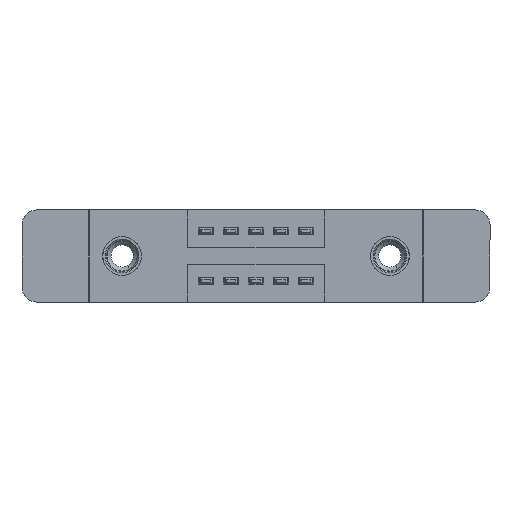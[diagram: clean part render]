
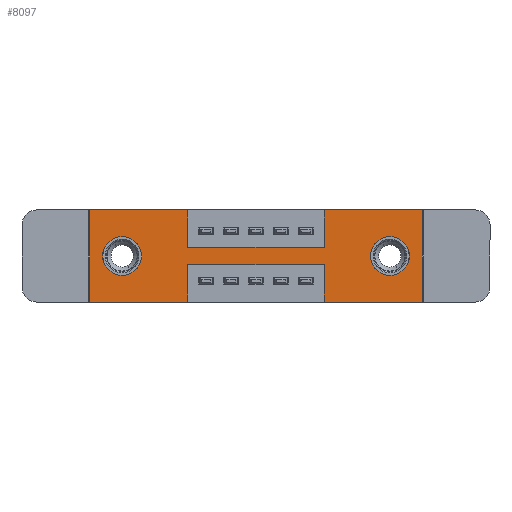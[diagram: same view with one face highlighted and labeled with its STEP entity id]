
A CAD part, front view. The second image highlights one B-rep face of the part: STEP entity #8097.
In plain terms, the highlighted planar face has unit normal (0, -1, 0).
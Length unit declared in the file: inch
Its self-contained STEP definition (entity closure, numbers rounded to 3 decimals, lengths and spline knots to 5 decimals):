
#162 = AXIS2_PLACEMENT_3D ( 'NONE', #2201, #13086, #9845 ) ;
#350 = DIRECTION ( 'NONE',  ( 0., 1., 0. ) ) ;
#541 = CARTESIAN_POINT ( 'NONE',  ( 0.13, 0., -0.107 ) ) ;
#571 = CARTESIAN_POINT ( 'NONE',  ( 0., 0., -0.37 ) ) ;
#627 = CARTESIAN_POINT ( 'NONE',  ( 0.9425, 0., 0. ) ) ;
#651 = CIRCLE ( 'NONE', #11394, 0.078 ) ;
#698 = LINE ( 'NONE', #1120, #3049 ) ;
#711 = CIRCLE ( 'NONE', #6277, 0.078 ) ;
#823 = FACE_BOUND ( 'NONE', #10967, .T. ) ;
#986 = VERTEX_POINT ( 'NONE', #8370 ) ;
#1120 = CARTESIAN_POINT ( 'NONE',  ( 0., 0., 0. ) ) ;
#1126 = VERTEX_POINT ( 'NONE', #6569 ) ;
#1193 = VERTEX_POINT ( 'NONE', #11777 ) ;
#1202 = AXIS2_PLACEMENT_3D ( 'NONE', #4131, #3082, #5491 ) ;
#1332 = EDGE_CURVE ( 'NONE', #7195, #13489, #7529, .T. ) ;
#1427 = LINE ( 'NONE', #2763, #4621 ) ;
#1556 = DIRECTION ( 'NONE',  ( 0., 0., 1. ) ) ;
#1575 = CARTESIAN_POINT ( 'NONE',  ( 1.335, 0., 0. ) ) ;
#1651 = CARTESIAN_POINT ( 'NONE',  ( 1.205, 0., -0.107 ) ) ;
#1784 = DIRECTION ( 'NONE',  ( -1., 0., 0. ) ) ;
#1860 = DIRECTION ( 'NONE',  ( 0., 0., 1. ) ) ;
#1899 = DIRECTION ( 'NONE',  ( 0., 1., 0. ) ) ;
#2001 = EDGE_CURVE ( 'NONE', #9426, #4364, #8352, .T. ) ;
#2046 = EDGE_LOOP ( 'NONE', ( #11596, #12503, #3617, #10876, #7345, #3017, #13599, #11842, #13801, #6301, #12688, #12917 ) ) ;
#2201 = CARTESIAN_POINT ( 'NONE',  ( 1.205, 0., -0.185 ) ) ;
#2505 = VERTEX_POINT ( 'NONE', #7544 ) ;
#2564 = EDGE_CURVE ( 'NONE', #986, #10078, #8853, .T. ) ;
#2575 = CARTESIAN_POINT ( 'NONE',  ( 0.3925, 0., -0.15 ) ) ;
#2695 = EDGE_LOOP ( 'NONE', ( #12707, #7179 ) ) ;
#2763 = CARTESIAN_POINT ( 'NONE',  ( 0.3925, 0., -0.22 ) ) ;
#2811 = DIRECTION ( 'NONE',  ( -1., 0., 0. ) ) ;
#3017 = ORIENTED_EDGE ( 'NONE', *, *, #10733, .F. ) ;
#3049 = VECTOR ( 'NONE', #5338, 39.37008 ) ;
#3082 = DIRECTION ( 'NONE',  ( 0., -1., 0. ) ) ;
#3193 = ORIENTED_EDGE ( 'NONE', *, *, #1332, .T. ) ;
#3504 = FACE_OUTER_BOUND ( 'NONE', #2046, .T. ) ;
#3617 = ORIENTED_EDGE ( 'NONE', *, *, #5257, .F. ) ;
#3728 = DIRECTION ( 'NONE',  ( 0., 0., 1. ) ) ;
#3972 = VECTOR ( 'NONE', #1784, 39.37008 ) ;
#4051 = CARTESIAN_POINT ( 'NONE',  ( 1.335, 0., 0. ) ) ;
#4131 = CARTESIAN_POINT ( 'NONE',  ( 0., 0., -0.37 ) ) ;
#4364 = VERTEX_POINT ( 'NONE', #4755 ) ;
#4411 = PLANE ( 'NONE',  #1202 ) ;
#4418 = VECTOR ( 'NONE', #3728, 39.37008 ) ;
#4621 = VECTOR ( 'NONE', #2811, 39.37008 ) ;
#4730 = LINE ( 'NONE', #12303, #11320 ) ;
#4755 = CARTESIAN_POINT ( 'NONE',  ( 0.9425, 0., 0. ) ) ;
#4766 = AXIS2_PLACEMENT_3D ( 'NONE', #13180, #350, #7851 ) ;
#4867 = LINE ( 'NONE', #2575, #13292 ) ;
#4985 = DIRECTION ( 'NONE',  ( 0., 0., 1. ) ) ;
#5257 = EDGE_CURVE ( 'NONE', #10896, #1126, #7267, .T. ) ;
#5338 = DIRECTION ( 'NONE',  ( 1., 0., 0. ) ) ;
#5395 = CARTESIAN_POINT ( 'NONE',  ( 0., 0., -0.37 ) ) ;
#5430 = VECTOR ( 'NONE', #9761, 39.37008 ) ;
#5491 = DIRECTION ( 'NONE',  ( 0., 0., -1. ) ) ;
#5494 = EDGE_CURVE ( 'NONE', #10395, #986, #8280, .T. ) ;
#5618 = CARTESIAN_POINT ( 'NONE',  ( 0.3925, 0., -0.15 ) ) ;
#5831 = EDGE_CURVE ( 'NONE', #5953, #12658, #711, .T. ) ;
#5920 = VERTEX_POINT ( 'NONE', #1575 ) ;
#5953 = VERTEX_POINT ( 'NONE', #12122 ) ;
#5982 = EDGE_CURVE ( 'NONE', #9157, #2505, #698, .T. ) ;
#6128 = LINE ( 'NONE', #9022, #13076 ) ;
#6148 = LINE ( 'NONE', #571, #8548 ) ;
#6277 = AXIS2_PLACEMENT_3D ( 'NONE', #7304, #1899, #11614 ) ;
#6301 = ORIENTED_EDGE ( 'NONE', *, *, #5982, .F. ) ;
#6503 = EDGE_CURVE ( 'NONE', #10078, #9157, #4730, .T. ) ;
#6569 = CARTESIAN_POINT ( 'NONE',  ( 0.9425, 0., -0.22 ) ) ;
#6906 = DIRECTION ( 'NONE',  ( -1., 0., 0. ) ) ;
#6936 = CIRCLE ( 'NONE', #162, 0.078 ) ;
#7079 = DIRECTION ( 'NONE',  ( 1., 0., 0. ) ) ;
#7144 = CARTESIAN_POINT ( 'NONE',  ( 0., 0., -0.37 ) ) ;
#7179 = ORIENTED_EDGE ( 'NONE', *, *, #5831, .T. ) ;
#7195 = VERTEX_POINT ( 'NONE', #1651 ) ;
#7267 = LINE ( 'NONE', #11180, #4418 ) ;
#7304 = CARTESIAN_POINT ( 'NONE',  ( 0.13, 0., -0.185 ) ) ;
#7345 = ORIENTED_EDGE ( 'NONE', *, *, #12907, .F. ) ;
#7366 = FACE_BOUND ( 'NONE', #2695, .T. ) ;
#7443 = DIRECTION ( 'NONE',  ( 0., 0., -1. ) ) ;
#7529 = CIRCLE ( 'NONE', #4766, 0.078 ) ;
#7544 = CARTESIAN_POINT ( 'NONE',  ( 0.3925, 0., 0. ) ) ;
#7621 = CARTESIAN_POINT ( 'NONE',  ( 0., 0., 0. ) ) ;
#7738 = EDGE_CURVE ( 'NONE', #11977, #9426, #4867, .T. ) ;
#7780 = DIRECTION ( 'NONE',  ( 1., 0., 0. ) ) ;
#7851 = DIRECTION ( 'NONE',  ( 0., 0., -1. ) ) ;
#7963 = EDGE_CURVE ( 'NONE', #12658, #5953, #651, .T. ) ;
#8097 = ADVANCED_FACE ( 'NONE', ( #823, #7366, #3504 ), #4411, .T. ) ;
#8280 = LINE ( 'NONE', #12964, #5430 ) ;
#8302 = DIRECTION ( 'NONE',  ( 0., 1., 0. ) ) ;
#8352 = LINE ( 'NONE', #627, #11403 ) ;
#8370 = CARTESIAN_POINT ( 'NONE',  ( 0.3925, 0., -0.37 ) ) ;
#8418 = EDGE_CURVE ( 'NONE', #2505, #11977, #9946, .T. ) ;
#8548 = VECTOR ( 'NONE', #6906, 39.37008 ) ;
#8853 = LINE ( 'NONE', #7144, #3972 ) ;
#8984 = VECTOR ( 'NONE', #11542, 39.37008 ) ;
#9022 = CARTESIAN_POINT ( 'NONE',  ( 0., 0., 0. ) ) ;
#9157 = VERTEX_POINT ( 'NONE', #7621 ) ;
#9318 = CARTESIAN_POINT ( 'NONE',  ( 0.13, 0., -0.185 ) ) ;
#9335 = EDGE_CURVE ( 'NONE', #1193, #10896, #6148, .T. ) ;
#9426 = VERTEX_POINT ( 'NONE', #10279 ) ;
#9448 = CARTESIAN_POINT ( 'NONE',  ( 0.3925, 0., 0. ) ) ;
#9761 = DIRECTION ( 'NONE',  ( 0., 0., -1. ) ) ;
#9845 = DIRECTION ( 'NONE',  ( 0., 0., -1. ) ) ;
#9870 = ORIENTED_EDGE ( 'NONE', *, *, #13132, .T. ) ;
#9946 = LINE ( 'NONE', #9448, #10288 ) ;
#10078 = VERTEX_POINT ( 'NONE', #5395 ) ;
#10279 = CARTESIAN_POINT ( 'NONE',  ( 0.9425, 0., -0.15 ) ) ;
#10288 = VECTOR ( 'NONE', #7443, 39.37008 ) ;
#10395 = VERTEX_POINT ( 'NONE', #11476 ) ;
#10642 = CARTESIAN_POINT ( 'NONE',  ( 1.205, 0., -0.263 ) ) ;
#10733 = EDGE_CURVE ( 'NONE', #4364, #5920, #6128, .T. ) ;
#10876 = ORIENTED_EDGE ( 'NONE', *, *, #9335, .F. ) ;
#10896 = VERTEX_POINT ( 'NONE', #11194 ) ;
#10967 = EDGE_LOOP ( 'NONE', ( #3193, #9870 ) ) ;
#11180 = CARTESIAN_POINT ( 'NONE',  ( 0.9425, 0., -0.37 ) ) ;
#11194 = CARTESIAN_POINT ( 'NONE',  ( 0.9425, 0., -0.37 ) ) ;
#11320 = VECTOR ( 'NONE', #1556, 39.37008 ) ;
#11394 = AXIS2_PLACEMENT_3D ( 'NONE', #9318, #8302, #1860 ) ;
#11403 = VECTOR ( 'NONE', #4985, 39.37008 ) ;
#11476 = CARTESIAN_POINT ( 'NONE',  ( 0.3925, 0., -0.22 ) ) ;
#11542 = DIRECTION ( 'NONE',  ( 0., 0., -1. ) ) ;
#11586 = EDGE_CURVE ( 'NONE', #1126, #10395, #1427, .T. ) ;
#11596 = ORIENTED_EDGE ( 'NONE', *, *, #5494, .F. ) ;
#11614 = DIRECTION ( 'NONE',  ( 0., 0., 1. ) ) ;
#11777 = CARTESIAN_POINT ( 'NONE',  ( 1.335, 0., -0.37 ) ) ;
#11842 = ORIENTED_EDGE ( 'NONE', *, *, #7738, .F. ) ;
#11850 = LINE ( 'NONE', #4051, #8984 ) ;
#11977 = VERTEX_POINT ( 'NONE', #5618 ) ;
#12122 = CARTESIAN_POINT ( 'NONE',  ( 0.13, 0., -0.263 ) ) ;
#12303 = CARTESIAN_POINT ( 'NONE',  ( 0., 0., 0. ) ) ;
#12503 = ORIENTED_EDGE ( 'NONE', *, *, #11586, .F. ) ;
#12658 = VERTEX_POINT ( 'NONE', #541 ) ;
#12688 = ORIENTED_EDGE ( 'NONE', *, *, #6503, .F. ) ;
#12707 = ORIENTED_EDGE ( 'NONE', *, *, #7963, .T. ) ;
#12907 = EDGE_CURVE ( 'NONE', #5920, #1193, #11850, .T. ) ;
#12917 = ORIENTED_EDGE ( 'NONE', *, *, #2564, .F. ) ;
#12964 = CARTESIAN_POINT ( 'NONE',  ( 0.3925, 0., -0.37 ) ) ;
#13076 = VECTOR ( 'NONE', #7780, 39.37008 ) ;
#13086 = DIRECTION ( 'NONE',  ( 0., 1., 0. ) ) ;
#13132 = EDGE_CURVE ( 'NONE', #13489, #7195, #6936, .T. ) ;
#13180 = CARTESIAN_POINT ( 'NONE',  ( 1.205, 0., -0.185 ) ) ;
#13292 = VECTOR ( 'NONE', #7079, 39.37008 ) ;
#13489 = VERTEX_POINT ( 'NONE', #10642 ) ;
#13599 = ORIENTED_EDGE ( 'NONE', *, *, #2001, .F. ) ;
#13801 = ORIENTED_EDGE ( 'NONE', *, *, #8418, .F. ) ;
